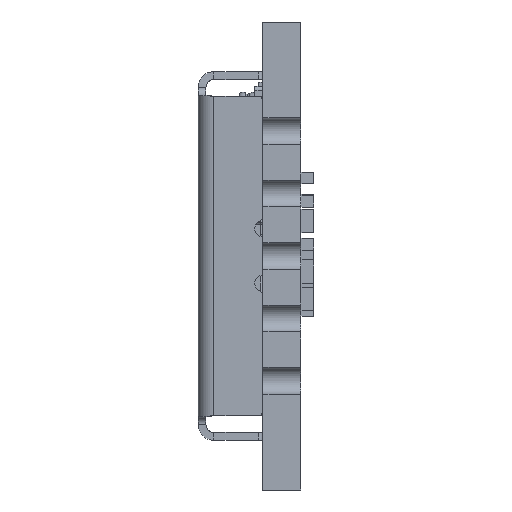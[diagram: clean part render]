
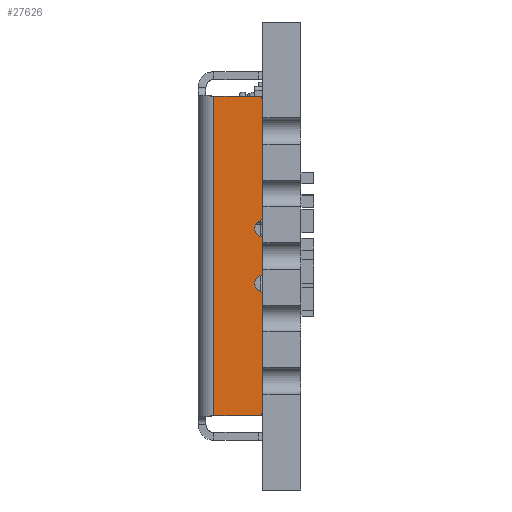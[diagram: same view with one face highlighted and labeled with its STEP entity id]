
A CAD part, left-side view. The second image highlights one B-rep face of the part: STEP entity #27626.
In plain terms, the highlighted planar face has unit normal (-1, 0, 0).
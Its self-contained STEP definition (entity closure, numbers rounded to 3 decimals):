
#179 = CARTESIAN_POINT ( 'NONE',  ( -15.525, 2.636, 13.788 ) ) ;
#276 = CIRCLE ( 'NONE', #33410, 0.2 ) ;
#908 = VECTOR ( 'NONE', #4653, 1000. ) ;
#1081 = CARTESIAN_POINT ( 'NONE',  ( -15.525, 0.986, 18.589 ) ) ;
#1098 = VERTEX_POINT ( 'NONE', #18051 ) ;
#1314 = VECTOR ( 'NONE', #3084, 1000. ) ;
#1402 = EDGE_CURVE ( 'NONE', #15761, #6433, #18055, .T. ) ;
#1547 = CARTESIAN_POINT ( 'NONE',  ( -15.525, 0.286, 17.489 ) ) ;
#1819 = DIRECTION ( 'NONE',  ( 0., 0., 1. ) ) ;
#2421 = EDGE_CURVE ( 'NONE', #15761, #35483, #25116, .T. ) ;
#2781 = CARTESIAN_POINT ( 'NONE',  ( -15.525, 1.086, 13.788 ) ) ;
#2901 = ORIENTED_EDGE ( 'NONE', *, *, #26120, .F. ) ;
#3084 = DIRECTION ( 'NONE',  ( 0., 1., 0. ) ) ;
#3342 = CIRCLE ( 'NONE', #20716, 0.2 ) ;
#4374 = DIRECTION ( 'NONE',  ( 0., -1., 0. ) ) ;
#4653 = DIRECTION ( 'NONE',  ( 0., 0., 1. ) ) ;
#5428 = VECTOR ( 'NONE', #12162, 1000. ) ;
#6433 = VERTEX_POINT ( 'NONE', #2781 ) ;
#6547 = CARTESIAN_POINT ( 'NONE',  ( -15.525, 1.186, 18.935 ) ) ;
#6652 = CARTESIAN_POINT ( 'NONE',  ( -15.525, 2.236, 11.889 ) ) ;
#6836 = DIRECTION ( 'NONE',  ( 0., -1., 0. ) ) ;
#6985 = ORIENTED_EDGE ( 'NONE', *, *, #22963, .F. ) ;
#7052 = CIRCLE ( 'NONE', #29743, 0.2 ) ;
#7119 = CARTESIAN_POINT ( 'NONE',  ( -15.525, 0.986, 17.189 ) ) ;
#7795 = AXIS2_PLACEMENT_3D ( 'NONE', #1547, #24849, #31201 ) ;
#8265 = ORIENTED_EDGE ( 'NONE', *, *, #42542, .F. ) ;
#8526 = EDGE_CURVE ( 'NONE', #23897, #27919, #20259, .T. ) ;
#8596 = DIRECTION ( 'NONE',  ( 1., 0., 0. ) ) ;
#8944 = CARTESIAN_POINT ( 'NONE',  ( -15.525, 1.086, 18.762 ) ) ;
#10103 = AXIS2_PLACEMENT_3D ( 'NONE', #21443, #24728, #31356 ) ;
#10390 = DIRECTION ( 'NONE',  ( 0., 0., 1. ) ) ;
#10404 = EDGE_CURVE ( 'NONE', #12271, #12435, #42450, .T. ) ;
#10570 = ORIENTED_EDGE ( 'NONE', *, *, #2421, .T. ) ;
#10882 = DIRECTION ( 'NONE',  ( 0., 0., 1. ) ) ;
#11134 = CARTESIAN_POINT ( 'NONE',  ( -15.525, 0.986, 13.164 ) ) ;
#11299 = ORIENTED_EDGE ( 'NONE', *, *, #37517, .T. ) ;
#11332 = DIRECTION ( 'NONE',  ( 1., 0., 0. ) ) ;
#12162 = DIRECTION ( 'NONE',  ( 0., 0., 1. ) ) ;
#12271 = VERTEX_POINT ( 'NONE', #26137 ) ;
#12435 = VERTEX_POINT ( 'NONE', #37621 ) ;
#12756 = DIRECTION ( 'NONE',  ( 1., 0., 0. ) ) ;
#13191 = DIRECTION ( 'NONE',  ( 0., 0., 1. ) ) ;
#14056 = DIRECTION ( 'NONE',  ( 1., 0., 0. ) ) ;
#14243 = DIRECTION ( 'NONE',  ( 0., 0., -1. ) ) ;
#14249 = VERTEX_POINT ( 'NONE', #18660 ) ;
#14309 = ORIENTED_EDGE ( 'NONE', *, *, #15170, .F. ) ;
#14636 = ORIENTED_EDGE ( 'NONE', *, *, #32109, .T. ) ;
#14654 = CARTESIAN_POINT ( 'NONE',  ( -15.525, 1.086, 13.888 ) ) ;
#15045 = EDGE_CURVE ( 'NONE', #12271, #32108, #40989, .T. ) ;
#15084 = CARTESIAN_POINT ( 'NONE',  ( -15.525, 0.986, 16.843 ) ) ;
#15131 = VECTOR ( 'NONE', #34861, 1000. ) ;
#15170 = EDGE_CURVE ( 'NONE', #19307, #1098, #38373, .T. ) ;
#15200 = CARTESIAN_POINT ( 'NONE',  ( -15.525, 1.086, 21.89 ) ) ;
#15525 = CARTESIAN_POINT ( 'NONE',  ( -15.525, 0.286, 17.389 ) ) ;
#15761 = VERTEX_POINT ( 'NONE', #24804 ) ;
#16982 = VERTEX_POINT ( 'NONE', #29038 ) ;
#17547 = CARTESIAN_POINT ( 'NONE',  ( -15.525, 2.636, 13.164 ) ) ;
#18051 = CARTESIAN_POINT ( 'NONE',  ( -15.525, 0.286, 18.389 ) ) ;
#18055 = CIRCLE ( 'NONE', #20219, 0.1 ) ;
#18518 = DIRECTION ( 'NONE',  ( 1., 0., 0. ) ) ;
#18660 = CARTESIAN_POINT ( 'NONE',  ( -15.525, 0.986, 18.935 ) ) ;
#19045 = CIRCLE ( 'NONE', #10103, 0.1 ) ;
#19307 = VERTEX_POINT ( 'NONE', #36401 ) ;
#19332 = EDGE_CURVE ( 'NONE', #29301, #32108, #31020, .T. ) ;
#19339 = LINE ( 'NONE', #27818, #5428 ) ;
#20219 = AXIS2_PLACEMENT_3D ( 'NONE', #14654, #18518, #41540 ) ;
#20259 = CIRCLE ( 'NONE', #7795, 0.1 ) ;
#20705 = VERTEX_POINT ( 'NONE', #8944 ) ;
#20716 = AXIS2_PLACEMENT_3D ( 'NONE', #7119, #14056, #23667 ) ;
#20897 = CARTESIAN_POINT ( 'NONE',  ( -15.525, 0.986, 17.389 ) ) ;
#21261 = EDGE_LOOP ( 'NONE', ( #38858, #10570, #8265, #11299, #39357, #40304, #40615, #2901, #14309, #14636, #6985, #30149, #22910, #42323, #27621, #23380 ) ) ;
#21443 = CARTESIAN_POINT ( 'NONE',  ( -15.525, 0.286, 18.289 ) ) ;
#22518 = FACE_OUTER_BOUND ( 'NONE', #21261, .T. ) ;
#22594 = LINE ( 'NONE', #38618, #41631 ) ;
#22633 = VERTEX_POINT ( 'NONE', #33762 ) ;
#22910 = ORIENTED_EDGE ( 'NONE', *, *, #10404, .F. ) ;
#22963 = EDGE_CURVE ( 'NONE', #14249, #20705, #276, .T. ) ;
#23380 = ORIENTED_EDGE ( 'NONE', *, *, #30304, .T. ) ;
#23667 = DIRECTION ( 'NONE',  ( 0., 0., 1. ) ) ;
#23819 = CARTESIAN_POINT ( 'NONE',  ( -15.525, 2.236, 21.99 ) ) ;
#23897 = VERTEX_POINT ( 'NONE', #25197 ) ;
#24361 = LINE ( 'NONE', #179, #32630 ) ;
#24728 = DIRECTION ( 'NONE',  ( 1., 0., 0. ) ) ;
#24804 = CARTESIAN_POINT ( 'NONE',  ( -15.525, 0.986, 13.888 ) ) ;
#24849 = DIRECTION ( 'NONE',  ( 1., 0., 0. ) ) ;
#25116 = LINE ( 'NONE', #11134, #908 ) ;
#25197 = CARTESIAN_POINT ( 'NONE',  ( -15.525, 0.186, 17.489 ) ) ;
#25364 = VECTOR ( 'NONE', #10390, 1000. ) ;
#26120 = EDGE_CURVE ( 'NONE', #1098, #22633, #19045, .T. ) ;
#26137 = CARTESIAN_POINT ( 'NONE',  ( -15.525, 1.086, 21.99 ) ) ;
#26653 = DIRECTION ( 'NONE',  ( 0., 1., 0. ) ) ;
#27281 = DIRECTION ( 'NONE',  ( 1., 0., 0. ) ) ;
#27621 = ORIENTED_EDGE ( 'NONE', *, *, #19332, .F. ) ;
#27626 = ADVANCED_FACE ( 'NONE', ( #22518 ), #40401, .F. ) ;
#27818 = CARTESIAN_POINT ( 'NONE',  ( -15.525, 0.186, 11.889 ) ) ;
#27919 = VERTEX_POINT ( 'NONE', #15525 ) ;
#28365 = EDGE_CURVE ( 'NONE', #23897, #22633, #19339, .T. ) ;
#29038 = CARTESIAN_POINT ( 'NONE',  ( -15.525, 1.086, 17.016 ) ) ;
#29301 = VERTEX_POINT ( 'NONE', #36173 ) ;
#29743 = AXIS2_PLACEMENT_3D ( 'NONE', #37948, #8596, #1819 ) ;
#30149 = ORIENTED_EDGE ( 'NONE', *, *, #30603, .T. ) ;
#30304 = EDGE_CURVE ( 'NONE', #29301, #6433, #24361, .T. ) ;
#30603 = EDGE_CURVE ( 'NONE', #14249, #12435, #32585, .T. ) ;
#31020 = LINE ( 'NONE', #6652, #25364 ) ;
#31201 = DIRECTION ( 'NONE',  ( 0., 1., 0. ) ) ;
#31356 = DIRECTION ( 'NONE',  ( 0., -1., 0. ) ) ;
#31845 = CARTESIAN_POINT ( 'NONE',  ( -15.525, 0.986, 13.164 ) ) ;
#32108 = VERTEX_POINT ( 'NONE', #23819 ) ;
#32109 = EDGE_CURVE ( 'NONE', #19307, #20705, #37626, .T. ) ;
#32585 = LINE ( 'NONE', #31845, #15131 ) ;
#32630 = VECTOR ( 'NONE', #6836, 1000. ) ;
#33410 = AXIS2_PLACEMENT_3D ( 'NONE', #6547, #12756, #13191 ) ;
#33762 = CARTESIAN_POINT ( 'NONE',  ( -15.525, 0.186, 18.289 ) ) ;
#34861 = DIRECTION ( 'NONE',  ( 0., 0., 1. ) ) ;
#35483 = VERTEX_POINT ( 'NONE', #15084 ) ;
#35581 = EDGE_CURVE ( 'NONE', #27919, #35725, #22594, .T. ) ;
#35693 = AXIS2_PLACEMENT_3D ( 'NONE', #15200, #37738, #38318 ) ;
#35725 = VERTEX_POINT ( 'NONE', #20897 ) ;
#36173 = CARTESIAN_POINT ( 'NONE',  ( -15.525, 2.236, 13.788 ) ) ;
#36401 = CARTESIAN_POINT ( 'NONE',  ( -15.525, 0.986, 18.389 ) ) ;
#36780 = VECTOR ( 'NONE', #4374, 1000. ) ;
#37517 = EDGE_CURVE ( 'NONE', #16982, #35725, #3342, .T. ) ;
#37621 = CARTESIAN_POINT ( 'NONE',  ( -15.525, 0.986, 21.89 ) ) ;
#37626 = CIRCLE ( 'NONE', #41507, 0.2 ) ;
#37716 = CARTESIAN_POINT ( 'NONE',  ( -15.525, 0.186, 18.389 ) ) ;
#37738 = DIRECTION ( 'NONE',  ( 1., 0., 0. ) ) ;
#37948 = CARTESIAN_POINT ( 'NONE',  ( -15.525, 1.186, 16.843 ) ) ;
#38318 = DIRECTION ( 'NONE',  ( 0., 0., 1. ) ) ;
#38373 = LINE ( 'NONE', #37716, #36780 ) ;
#38618 = CARTESIAN_POINT ( 'NONE',  ( -15.525, 0.186, 17.389 ) ) ;
#38858 = ORIENTED_EDGE ( 'NONE', *, *, #1402, .F. ) ;
#39083 = AXIS2_PLACEMENT_3D ( 'NONE', #17547, #11332, #14243 ) ;
#39357 = ORIENTED_EDGE ( 'NONE', *, *, #35581, .F. ) ;
#40304 = ORIENTED_EDGE ( 'NONE', *, *, #8526, .F. ) ;
#40401 = PLANE ( 'NONE',  #39083 ) ;
#40615 = ORIENTED_EDGE ( 'NONE', *, *, #28365, .T. ) ;
#40989 = LINE ( 'NONE', #42538, #1314 ) ;
#41507 = AXIS2_PLACEMENT_3D ( 'NONE', #1081, #27281, #10882 ) ;
#41540 = DIRECTION ( 'NONE',  ( 0., 0., 1. ) ) ;
#41631 = VECTOR ( 'NONE', #26653, 1000. ) ;
#42323 = ORIENTED_EDGE ( 'NONE', *, *, #15045, .T. ) ;
#42450 = CIRCLE ( 'NONE', #35693, 0.1 ) ;
#42538 = CARTESIAN_POINT ( 'NONE',  ( -15.525, 2.636, 21.99 ) ) ;
#42542 = EDGE_CURVE ( 'NONE', #16982, #35483, #7052, .T. ) ;
